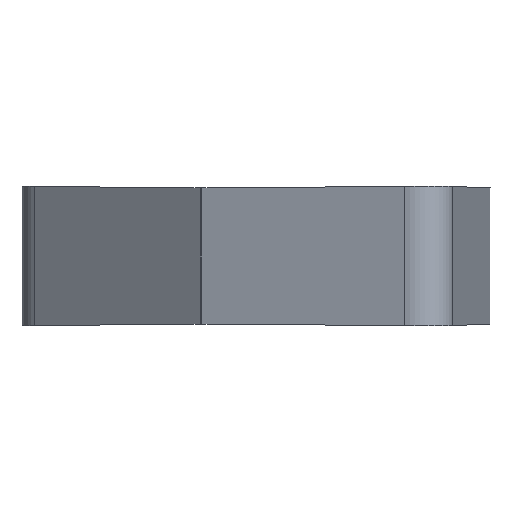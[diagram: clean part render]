
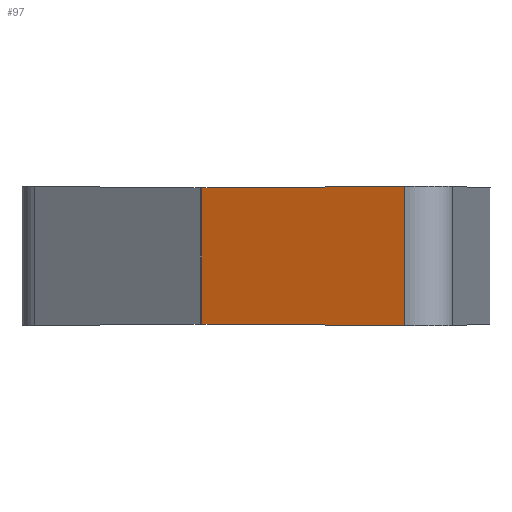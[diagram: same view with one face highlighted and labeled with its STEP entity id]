
A CAD part, left-side view. The second image highlights one B-rep face of the part: STEP entity #97.
In plain terms, the highlighted planar face has unit normal (-0.94, 0.342, 0).
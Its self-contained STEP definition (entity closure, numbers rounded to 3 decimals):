
#45=PLANE('',#488);
#56=FACE_OUTER_BOUND('',#128,.T.);
#63=LINE('',#16538,#75);
#67=LINE('',#16545,#79);
#75=VECTOR('',#503,1.);
#79=VECTOR('',#513,1.);
#97=ADVANCED_FACE('',(#56),#45,.T.);
#128=EDGE_LOOP('',(#250,#251,#252,#253,#254,#255,#256,#257));
#250=ORIENTED_EDGE('',*,*,#395,.T.);
#251=ORIENTED_EDGE('',*,*,#411,.F.);
#252=ORIENTED_EDGE('',*,*,#373,.T.);
#253=ORIENTED_EDGE('',*,*,#372,.T.);
#254=ORIENTED_EDGE('',*,*,#371,.T.);
#255=ORIENTED_EDGE('',*,*,#407,.T.);
#256=ORIENTED_EDGE('',*,*,#397,.T.);
#257=ORIENTED_EDGE('',*,*,#396,.T.);
#283=VERTEX_POINT('',#638);
#309=VERTEX_POINT('',#768);
#310=VERTEX_POINT('',#773);
#311=VERTEX_POINT('',#778);
#333=VERTEX_POINT('',#8688);
#334=VERTEX_POINT('',#8693);
#335=VERTEX_POINT('',#8698);
#336=VERTEX_POINT('',#8703);
#371=EDGE_CURVE('',#310,#309,#445,.T.);
#372=EDGE_CURVE('',#311,#310,#446,.T.);
#373=EDGE_CURVE('',#283,#311,#447,.T.);
#395=EDGE_CURVE('',#334,#333,#469,.T.);
#396=EDGE_CURVE('',#335,#334,#470,.T.);
#397=EDGE_CURVE('',#336,#335,#471,.T.);
#407=EDGE_CURVE('',#309,#336,#63,.T.);
#411=EDGE_CURVE('',#283,#333,#67,.T.);
#445=B_SPLINE_CURVE_WITH_KNOTS('',3,(#769,#770,#771,#772),.UNSPECIFIED.,
 .F.,.F.,(4,4),(0.,1.),.UNSPECIFIED.);
#446=B_SPLINE_CURVE_WITH_KNOTS('',3,(#774,#775,#776,#777),.UNSPECIFIED.,
 .F.,.F.,(4,4),(0.,1.),.UNSPECIFIED.);
#447=B_SPLINE_CURVE_WITH_KNOTS('',3,(#779,#780,#781,#782),.UNSPECIFIED.,
 .F.,.F.,(4,4),(0.,1.),.UNSPECIFIED.);
#469=B_SPLINE_CURVE_WITH_KNOTS('',3,(#8689,#8690,#8691,#8692),
 .UNSPECIFIED.,.F.,.F.,(4,4),(0.,1.),.UNSPECIFIED.);
#470=B_SPLINE_CURVE_WITH_KNOTS('',3,(#8694,#8695,#8696,#8697),
 .UNSPECIFIED.,.F.,.F.,(4,4),(0.,1.),.UNSPECIFIED.);
#471=B_SPLINE_CURVE_WITH_KNOTS('',3,(#8699,#8700,#8701,#8702),
 .UNSPECIFIED.,.F.,.F.,(4,4),(0.,1.),.UNSPECIFIED.);
#488=AXIS2_PLACEMENT_3D('',#16551,#522,#523);
#503=DIRECTION('',(0.,0.,-1.));
#513=DIRECTION('',(0.,0.,-1.));
#522=DIRECTION('',(-0.94,0.342,0.));
#523=DIRECTION('',(0.342,0.94,0.));
#638=CARTESIAN_POINT('',(-8.066,-3.596,-0.1));
#768=CARTESIAN_POINT('',(-5.596,3.191,-0.144));
#769=CARTESIAN_POINT('',(-6.073,1.88,-0.144));
#770=CARTESIAN_POINT('',(-5.914,2.317,-0.144));
#771=CARTESIAN_POINT('',(-5.755,2.754,-0.144));
#772=CARTESIAN_POINT('',(-5.596,3.191,-0.144));
#773=CARTESIAN_POINT('',(-6.073,1.88,-0.144));
#774=CARTESIAN_POINT('',(-6.086,1.844,-0.144));
#775=CARTESIAN_POINT('',(-6.082,1.856,-0.144));
#776=CARTESIAN_POINT('',(-6.078,1.868,-0.144));
#777=CARTESIAN_POINT('',(-6.073,1.88,-0.144));
#778=CARTESIAN_POINT('',(-6.086,1.844,-0.144));
#779=CARTESIAN_POINT('',(-8.066,-3.596,-0.1));
#780=CARTESIAN_POINT('',(-7.406,-1.782,-0.115));
#781=CARTESIAN_POINT('',(-6.746,0.031,-0.13));
#782=CARTESIAN_POINT('',(-6.086,1.844,-0.144));
#8688=CARTESIAN_POINT('',(-8.066,-3.596,-4.76));
#8689=CARTESIAN_POINT('',(-6.086,1.844,-4.716));
#8690=CARTESIAN_POINT('',(-6.746,0.031,-4.73));
#8691=CARTESIAN_POINT('',(-7.406,-1.782,-4.745));
#8692=CARTESIAN_POINT('',(-8.066,-3.596,-4.76));
#8693=CARTESIAN_POINT('',(-6.086,1.844,-4.716));
#8694=CARTESIAN_POINT('',(-6.073,1.88,-4.716));
#8695=CARTESIAN_POINT('',(-6.078,1.868,-4.716));
#8696=CARTESIAN_POINT('',(-6.082,1.856,-4.716));
#8697=CARTESIAN_POINT('',(-6.086,1.844,-4.716));
#8698=CARTESIAN_POINT('',(-6.073,1.88,-4.716));
#8699=CARTESIAN_POINT('',(-5.596,3.191,-4.716));
#8700=CARTESIAN_POINT('',(-5.755,2.754,-4.716));
#8701=CARTESIAN_POINT('',(-5.914,2.317,-4.716));
#8702=CARTESIAN_POINT('',(-6.073,1.88,-4.716));
#8703=CARTESIAN_POINT('',(-5.596,3.191,-4.716));
#16538=CARTESIAN_POINT('',(-5.596,3.191,0.1));
#16545=CARTESIAN_POINT('',(-8.066,-3.596,0.1));
#16551=CARTESIAN_POINT('',(-8.066,-3.596,0.1));
